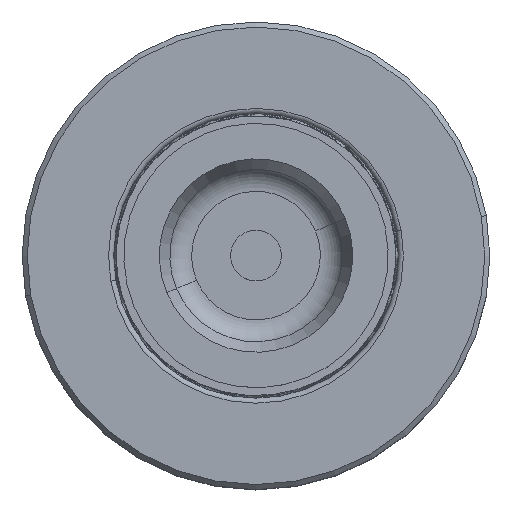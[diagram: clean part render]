
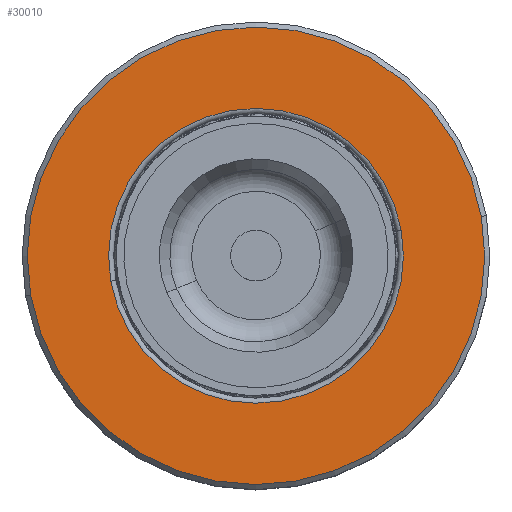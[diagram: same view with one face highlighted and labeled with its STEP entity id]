
A CAD part, top view. The second image highlights one B-rep face of the part: STEP entity #30010.
In plain terms, the highlighted face is planar.
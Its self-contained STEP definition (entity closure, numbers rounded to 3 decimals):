
#51 = DIRECTION ( 'NONE',  ( 0., -1., 0. ) ) ;
#233 = EDGE_LOOP ( 'NONE', ( #23185, #27983 ) ) ;
#1365 = VERTEX_POINT ( 'NONE', #30401 ) ;
#1963 = CARTESIAN_POINT ( 'NONE',  ( 22.5, 10.687, 0. ) ) ;
#1971 = CIRCLE ( 'NONE', #35559, 22.5 ) ;
#5151 = FACE_OUTER_BOUND ( 'NONE', #37920, .T. ) ;
#5207 = AXIS2_PLACEMENT_3D ( 'NONE', #1963, #21313, #34089 ) ;
#5454 = CARTESIAN_POINT ( 'NONE',  ( 0., 10.687, 0. ) ) ;
#5694 = AXIS2_PLACEMENT_3D ( 'NONE', #11761, #34084, #24079 ) ;
#5854 = DIRECTION ( 'NONE',  ( 0., 0., -1. ) ) ;
#6441 = EDGE_CURVE ( 'NONE', #1365, #31434, #34113, .T. ) ;
#8690 = CARTESIAN_POINT ( 'NONE',  ( 0., 10.687, 14.5 ) ) ;
#11761 = CARTESIAN_POINT ( 'NONE',  ( 0., 10.687, 0. ) ) ;
#13572 = AXIS2_PLACEMENT_3D ( 'NONE', #18667, #34614, #40717 ) ;
#15834 = DIRECTION ( 'NONE',  ( 0., 0., -1. ) ) ;
#16029 = AXIS2_PLACEMENT_3D ( 'NONE', #5454, #40491, #5854 ) ;
#17454 = VERTEX_POINT ( 'NONE', #34716 ) ;
#18150 = PLANE ( 'NONE',  #5207 ) ;
#18667 = CARTESIAN_POINT ( 'NONE',  ( 0., 10.687, 0. ) ) ;
#19202 = CIRCLE ( 'NONE', #13572, 14.5 ) ;
#21313 = DIRECTION ( 'NONE',  ( 0., 1., 0. ) ) ;
#22332 = VERTEX_POINT ( 'NONE', #31397 ) ;
#23185 = ORIENTED_EDGE ( 'NONE', *, *, #6441, .T. ) ;
#24079 = DIRECTION ( 'NONE',  ( 0., 0., -1. ) ) ;
#25369 = CARTESIAN_POINT ( 'NONE',  ( 0., 10.687, 0. ) ) ;
#27905 = EDGE_CURVE ( 'NONE', #22332, #17454, #28953, .T. ) ;
#27983 = ORIENTED_EDGE ( 'NONE', *, *, #40338, .T. ) ;
#28457 = ORIENTED_EDGE ( 'NONE', *, *, #34020, .F. ) ;
#28953 = CIRCLE ( 'NONE', #5694, 22.5 ) ;
#30010 = ADVANCED_FACE ( 'NONE', ( #31414, #5151 ), #18150, .T. ) ;
#30401 = CARTESIAN_POINT ( 'NONE',  ( 0., 10.687, -14.5 ) ) ;
#31397 = CARTESIAN_POINT ( 'NONE',  ( 0., 10.687, -22.5 ) ) ;
#31414 = FACE_BOUND ( 'NONE', #233, .T. ) ;
#31434 = VERTEX_POINT ( 'NONE', #8690 ) ;
#34020 = EDGE_CURVE ( 'NONE', #17454, #22332, #1971, .T. ) ;
#34084 = DIRECTION ( 'NONE',  ( 0., -1., 0. ) ) ;
#34089 = DIRECTION ( 'NONE',  ( 0., 0., 1. ) ) ;
#34113 = CIRCLE ( 'NONE', #16029, 14.5 ) ;
#34614 = DIRECTION ( 'NONE',  ( 0., -1., 0. ) ) ;
#34716 = CARTESIAN_POINT ( 'NONE',  ( 0., 10.687, 22.5 ) ) ;
#35559 = AXIS2_PLACEMENT_3D ( 'NONE', #25369, #51, #15834 ) ;
#35842 = ORIENTED_EDGE ( 'NONE', *, *, #27905, .F. ) ;
#37920 = EDGE_LOOP ( 'NONE', ( #35842, #28457 ) ) ;
#40338 = EDGE_CURVE ( 'NONE', #31434, #1365, #19202, .T. ) ;
#40491 = DIRECTION ( 'NONE',  ( 0., -1., 0. ) ) ;
#40717 = DIRECTION ( 'NONE',  ( 0., 0., -1. ) ) ;
